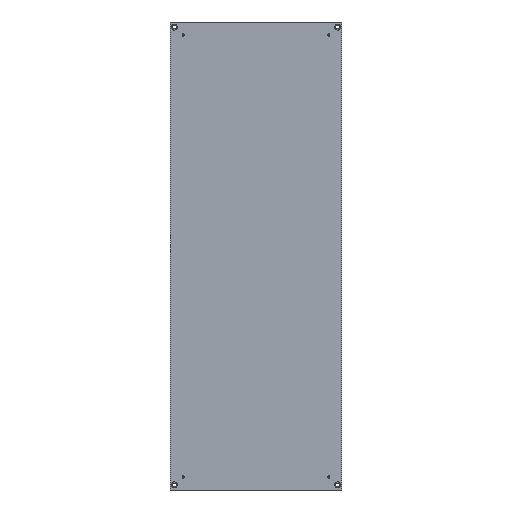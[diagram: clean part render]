
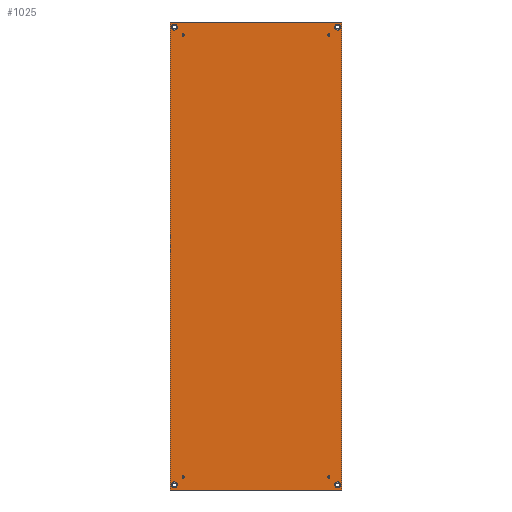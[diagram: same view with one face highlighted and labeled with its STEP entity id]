
A CAD part, front view. The second image highlights one B-rep face of the part: STEP entity #1025.
In plain terms, the highlighted planar face has unit normal (0, -1, 0).
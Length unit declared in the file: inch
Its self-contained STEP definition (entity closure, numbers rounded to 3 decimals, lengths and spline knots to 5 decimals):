
#12 = CIRCLE ( 'NONE', #2152, 0.47244 ) ;
#18 = CARTESIAN_POINT ( 'NONE',  ( 0., -0.09843, 37.00787 ) ) ;
#26 = DIRECTION ( 'NONE',  ( 0., 0., 1. ) ) ;
#47 = EDGE_CURVE ( 'NONE', #311, #311, #142, .T. ) ;
#99 = DIRECTION ( 'NONE',  ( 0., 0., -1. ) ) ;
#103 = ORIENTED_EDGE ( 'NONE', *, *, #47, .F. ) ;
#114 = FACE_BOUND ( 'NONE', #1248, .T. ) ;
#117 = EDGE_LOOP ( 'NONE', ( #437 ) ) ;
#142 = CIRCLE ( 'NONE', #1477, 0.17717 ) ;
#146 = CARTESIAN_POINT ( 'NONE',  ( 11.51567, -0.09843, 34.7637 ) ) ;
#154 = VERTEX_POINT ( 'NONE', #2017 ) ;
#161 = DIRECTION ( 'NONE',  ( 0., -1., 0. ) ) ;
#180 = VERTEX_POINT ( 'NONE', #1120 ) ;
#181 = EDGE_CURVE ( 'NONE', #1037, #1037, #1941, .T. ) ;
#197 = LINE ( 'NONE', #1680, #2232 ) ;
#203 = VERTEX_POINT ( 'NONE', #1492 ) ;
#300 = DIRECTION ( 'NONE',  ( 0., -1., 0. ) ) ;
#311 = VERTEX_POINT ( 'NONE', #146 ) ;
#323 = CIRCLE ( 'NONE', #1844, 0.17717 ) ;
#341 = EDGE_CURVE ( 'NONE', #1070, #1660, #1513, .T. ) ;
#377 = EDGE_LOOP ( 'NONE', ( #1150 ) ) ;
#437 = ORIENTED_EDGE ( 'NONE', *, *, #1936, .F. ) ;
#440 = EDGE_LOOP ( 'NONE', ( #653 ) ) ;
#465 = DIRECTION ( 'NONE',  ( 0., 0., -1. ) ) ;
#487 = VECTOR ( 'NONE', #1096, 39.37008 ) ;
#572 = VERTEX_POINT ( 'NONE', #751 ) ;
#577 = EDGE_LOOP ( 'NONE', ( #1709 ) ) ;
#582 = CARTESIAN_POINT ( 'NONE',  ( -12.91331, -0.09843, -35.72827 ) ) ;
#626 = CIRCLE ( 'NONE', #1113, 0.17717 ) ;
#636 = LINE ( 'NONE', #1558, #1727 ) ;
#653 = ORIENTED_EDGE ( 'NONE', *, *, #992, .F. ) ;
#664 = DIRECTION ( 'NONE',  ( 0., 1., 0. ) ) ;
#671 = CARTESIAN_POINT ( 'NONE',  ( 12.91331, -0.09843, 36.20071 ) ) ;
#675 = CARTESIAN_POINT ( 'NONE',  ( 0., -0.09843, 0. ) ) ;
#688 = DIRECTION ( 'NONE',  ( 0., 0., 1. ) ) ;
#716 = DIRECTION ( 'NONE',  ( 0., -1., 0. ) ) ;
#751 = CARTESIAN_POINT ( 'NONE',  ( 12.91331, -0.09843, 36.67315 ) ) ;
#756 = CARTESIAN_POINT ( 'NONE',  ( -11.51567, -0.09843, 34.94087 ) ) ;
#762 = VERTEX_POINT ( 'NONE', #582 ) ;
#909 = CARTESIAN_POINT ( 'NONE',  ( -11.51567, -0.09843, 34.7637 ) ) ;
#943 = ORIENTED_EDGE ( 'NONE', *, *, #1148, .F. ) ;
#946 = DIRECTION ( 'NONE',  ( 0., -1., 0. ) ) ;
#982 = DIRECTION ( 'NONE',  ( -1., 0., 0. ) ) ;
#988 = DIRECTION ( 'NONE',  ( 0., -1., 0. ) ) ;
#992 = EDGE_CURVE ( 'NONE', #2026, #2026, #2197, .T. ) ;
#1003 = DIRECTION ( 'NONE',  ( 0., 0., -1. ) ) ;
#1025 = ADVANCED_FACE ( 'NONE', ( #2338, #114, #1250, #1393, #1209, #1989, #1977, #2125, #1444 ), #1221, .F. ) ;
#1035 = ORIENTED_EDGE ( 'NONE', *, *, #341, .F. ) ;
#1037 = VERTEX_POINT ( 'NONE', #1614 ) ;
#1070 = VERTEX_POINT ( 'NONE', #2136 ) ;
#1081 = AXIS2_PLACEMENT_3D ( 'NONE', #756, #946, #1487 ) ;
#1096 = DIRECTION ( 'NONE',  ( 0., 0., 1. ) ) ;
#1110 = EDGE_CURVE ( 'NONE', #1660, #154, #2231, .T. ) ;
#1113 = AXIS2_PLACEMENT_3D ( 'NONE', #1568, #1917, #1003 ) ;
#1120 = CARTESIAN_POINT ( 'NONE',  ( 11.51567, -0.09843, -35.11803 ) ) ;
#1124 = DIRECTION ( 'NONE',  ( 0., 0., -1. ) ) ;
#1146 = ORIENTED_EDGE ( 'NONE', *, *, #1319, .F. ) ;
#1148 = EDGE_CURVE ( 'NONE', #154, #2293, #197, .T. ) ;
#1150 = ORIENTED_EDGE ( 'NONE', *, *, #1292, .F. ) ;
#1152 = CIRCLE ( 'NONE', #2156, 0.47244 ) ;
#1163 = ORIENTED_EDGE ( 'NONE', *, *, #181, .F. ) ;
#1169 = EDGE_CURVE ( 'NONE', #1842, #1842, #1312, .T. ) ;
#1209 = FACE_BOUND ( 'NONE', #2344, .T. ) ;
#1221 = PLANE ( 'NONE',  #1885 ) ;
#1248 = EDGE_LOOP ( 'NONE', ( #2076 ) ) ;
#1250 = FACE_BOUND ( 'NONE', #377, .T. ) ;
#1292 = EDGE_CURVE ( 'NONE', #203, #203, #323, .T. ) ;
#1312 = CIRCLE ( 'NONE', #1081, 0.17717 ) ;
#1319 = EDGE_CURVE ( 'NONE', #2293, #1070, #636, .T. ) ;
#1354 = DIRECTION ( 'NONE',  ( 0., -1., 0. ) ) ;
#1393 = FACE_BOUND ( 'NONE', #117, .T. ) ;
#1436 = CARTESIAN_POINT ( 'NONE',  ( 13.58268, -0.09843, -37.00787 ) ) ;
#1444 = FACE_OUTER_BOUND ( 'NONE', #1781, .T. ) ;
#1460 = CARTESIAN_POINT ( 'NONE',  ( 12.91331, -0.09843, -35.72827 ) ) ;
#1477 = AXIS2_PLACEMENT_3D ( 'NONE', #1554, #988, #465 ) ;
#1487 = DIRECTION ( 'NONE',  ( 0., 0., -1. ) ) ;
#1492 = CARTESIAN_POINT ( 'NONE',  ( -11.51567, -0.09843, -35.11803 ) ) ;
#1513 = LINE ( 'NONE', #1685, #487 ) ;
#1554 = CARTESIAN_POINT ( 'NONE',  ( 11.51567, -0.09843, 34.94087 ) ) ;
#1558 = CARTESIAN_POINT ( 'NONE',  ( 0., -0.09843, -37.00787 ) ) ;
#1568 = CARTESIAN_POINT ( 'NONE',  ( 11.51567, -0.09843, -34.94087 ) ) ;
#1614 = CARTESIAN_POINT ( 'NONE',  ( -12.91331, -0.09843, 36.67315 ) ) ;
#1649 = EDGE_CURVE ( 'NONE', #180, #180, #626, .T. ) ;
#1658 = AXIS2_PLACEMENT_3D ( 'NONE', #1803, #161, #688 ) ;
#1660 = VERTEX_POINT ( 'NONE', #2276 ) ;
#1680 = CARTESIAN_POINT ( 'NONE',  ( 13.58268, -0.09843, 0. ) ) ;
#1685 = CARTESIAN_POINT ( 'NONE',  ( -13.58268, -0.09843, 0. ) ) ;
#1699 = ORIENTED_EDGE ( 'NONE', *, *, #1169, .F. ) ;
#1709 = ORIENTED_EDGE ( 'NONE', *, *, #1649, .F. ) ;
#1727 = VECTOR ( 'NONE', #982, 39.37008 ) ;
#1765 = EDGE_LOOP ( 'NONE', ( #1699 ) ) ;
#1771 = DIRECTION ( 'NONE',  ( 0., 0., 1. ) ) ;
#1781 = EDGE_LOOP ( 'NONE', ( #943, #1838, #1035, #1146 ) ) ;
#1803 = CARTESIAN_POINT ( 'NONE',  ( 12.91331, -0.09843, -36.20071 ) ) ;
#1838 = ORIENTED_EDGE ( 'NONE', *, *, #1110, .F. ) ;
#1842 = VERTEX_POINT ( 'NONE', #909 ) ;
#1844 = AXIS2_PLACEMENT_3D ( 'NONE', #2101, #1354, #99 ) ;
#1849 = VECTOR ( 'NONE', #1860, 39.37008 ) ;
#1860 = DIRECTION ( 'NONE',  ( 1., 0., 0. ) ) ;
#1885 = AXIS2_PLACEMENT_3D ( 'NONE', #675, #664, #2177 ) ;
#1896 = EDGE_LOOP ( 'NONE', ( #1163 ) ) ;
#1917 = DIRECTION ( 'NONE',  ( 0., -1., 0. ) ) ;
#1936 = EDGE_CURVE ( 'NONE', #572, #572, #12, .T. ) ;
#1941 = CIRCLE ( 'NONE', #2170, 0.47244 ) ;
#1943 = CARTESIAN_POINT ( 'NONE',  ( -12.91331, -0.09843, -36.20071 ) ) ;
#1956 = DIRECTION ( 'NONE',  ( 0., -1., 0. ) ) ;
#1977 = FACE_BOUND ( 'NONE', #1765, .T. ) ;
#1989 = FACE_BOUND ( 'NONE', #1896, .T. ) ;
#2017 = CARTESIAN_POINT ( 'NONE',  ( 13.58268, -0.09843, 37.00787 ) ) ;
#2026 = VERTEX_POINT ( 'NONE', #1460 ) ;
#2076 = ORIENTED_EDGE ( 'NONE', *, *, #2364, .F. ) ;
#2101 = CARTESIAN_POINT ( 'NONE',  ( -11.51567, -0.09843, -34.94087 ) ) ;
#2125 = FACE_BOUND ( 'NONE', #440, .T. ) ;
#2132 = DIRECTION ( 'NONE',  ( 0., 0., 1. ) ) ;
#2136 = CARTESIAN_POINT ( 'NONE',  ( -13.58268, -0.09843, -37.00787 ) ) ;
#2152 = AXIS2_PLACEMENT_3D ( 'NONE', #671, #1956, #26 ) ;
#2156 = AXIS2_PLACEMENT_3D ( 'NONE', #1943, #300, #2132 ) ;
#2170 = AXIS2_PLACEMENT_3D ( 'NONE', #2181, #716, #1771 ) ;
#2177 = DIRECTION ( 'NONE',  ( 0., 0., 1. ) ) ;
#2181 = CARTESIAN_POINT ( 'NONE',  ( -12.91331, -0.09843, 36.20071 ) ) ;
#2197 = CIRCLE ( 'NONE', #1658, 0.47244 ) ;
#2231 = LINE ( 'NONE', #18, #1849 ) ;
#2232 = VECTOR ( 'NONE', #1124, 39.37008 ) ;
#2276 = CARTESIAN_POINT ( 'NONE',  ( -13.58268, -0.09843, 37.00787 ) ) ;
#2293 = VERTEX_POINT ( 'NONE', #1436 ) ;
#2338 = FACE_BOUND ( 'NONE', #577, .T. ) ;
#2344 = EDGE_LOOP ( 'NONE', ( #103 ) ) ;
#2364 = EDGE_CURVE ( 'NONE', #762, #762, #1152, .T. ) ;
